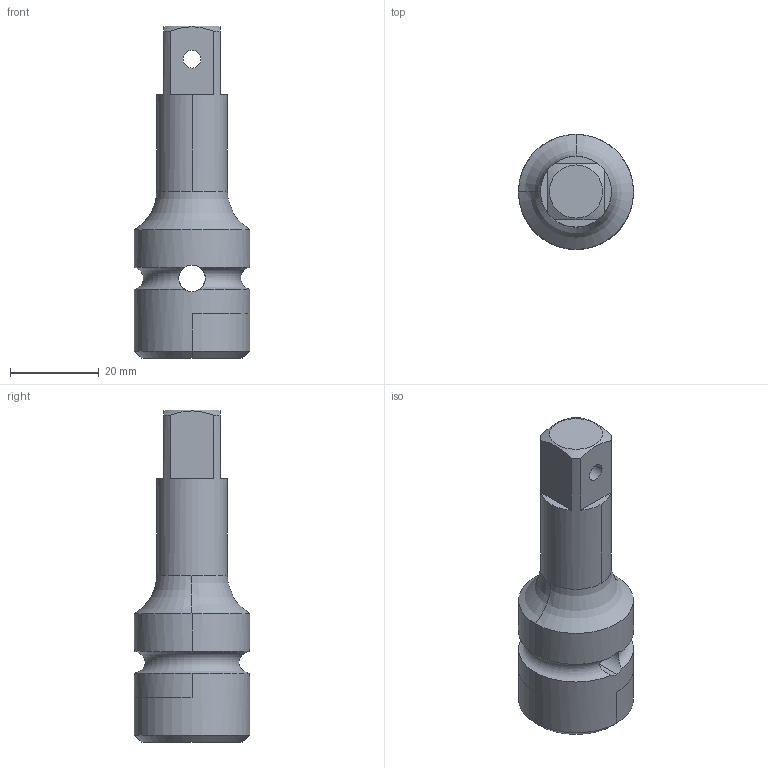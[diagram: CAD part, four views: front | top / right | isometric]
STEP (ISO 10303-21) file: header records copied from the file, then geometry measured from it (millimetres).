
FILE_DESCRIPTION((''),'2;1');
FILE_NAME('4023360502','2023-08-22T12:34:32',('A00565553'),(''),'CREO PARAMETRIC BY PTC INC, 2022414','CREO PARAMETRIC BY PTC INC, 2022414','');
FILE_SCHEMA(('CONFIG_CONTROL_DESIGN','GEOMETRIC_VALIDATION_PROPERTIES_MIM'));
Length unit declared in the file: millimetre
Products named in the file (1): 4023360502
Bounding box: 26 x 26 x 75 mm (x, y, z)
Volume: 18268.7 mm3; surface area: 7075.2 mm2
Topology: 1 solids, 1 shells, 45 faces, 128 edges, 84 vertices
Faces by surface type: cylinder 18, plane 15, cone 8, torus 4
Entity records: 2200 total; most frequent: CARTESIAN_POINT 499, ORIENTED_EDGE 256, DIRECTION 250, PRESENTATION_STYLE_ASSIGNMENT 129, STYLED_ITEM 129, CURVE_STYLE 128, EDGE_CURVE 128, AXIS2_PLACEMENT_3D 101
